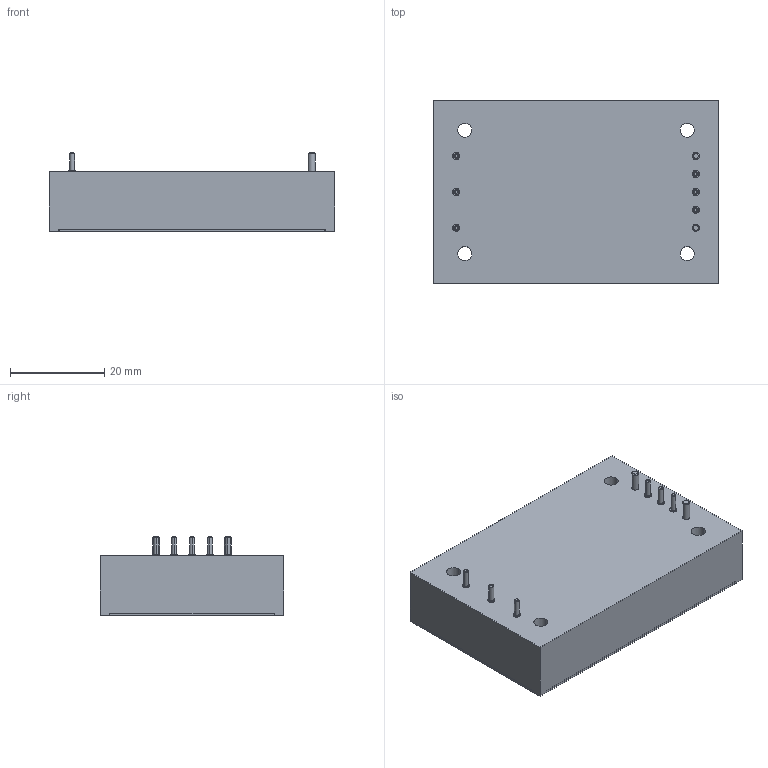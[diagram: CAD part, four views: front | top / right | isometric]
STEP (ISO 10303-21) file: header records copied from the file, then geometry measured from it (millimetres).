
FILE_DESCRIPTION (( 'STEP AP214' ), '1' );
FILE_NAME ('1-4ש.STEP', '2025-03-28T07:17:55', ( '' ), ( '' ), 'SwSTEP 2.0', 'SolidWorks 2020', '' );
FILE_SCHEMA (( 'AUTOMOTIVE_DESIGN' ));
Length unit declared in the file: millimetre
Products named in the file (1): 1-4ש
Bounding box: 60.6 x 39 x 16.7 mm (x, y, z)
Volume: 29689.8 mm3; surface area: 12451.7 mm2
Topology: 2 solids, 2 shells, 162 faces, 416 edges, 272 vertices
Faces by surface type: cylinder 84, plane 62, cone 16
Entity records: 5788 total; most frequent: DIRECTION 926, CARTESIAN_POINT 851, ORIENTED_EDGE 832, EDGE_CURVE 416, AXIS2_PLACEMENT_3D 347, VERTEX_POINT 272, LINE 232, VECTOR 232
